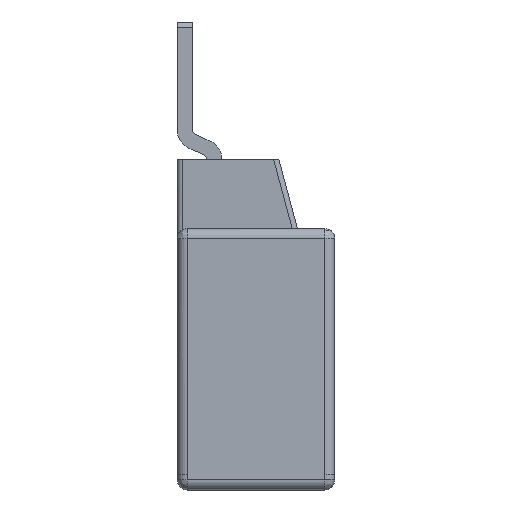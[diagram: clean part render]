
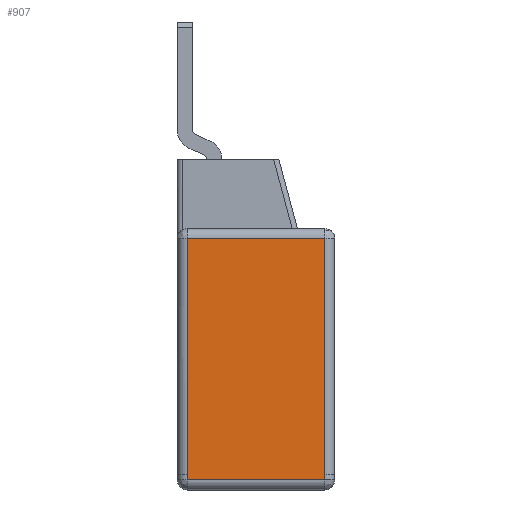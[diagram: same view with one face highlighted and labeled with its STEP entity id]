
A CAD part, left-side view. The second image highlights one B-rep face of the part: STEP entity #907.
In plain terms, the highlighted planar face has unit normal (-1, 0, 0).
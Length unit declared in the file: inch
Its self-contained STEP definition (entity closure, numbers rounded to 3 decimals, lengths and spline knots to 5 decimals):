
#133 = VERTEX_POINT ( 'NONE', #7305 ) ;
#907 = ADVANCED_FACE ( 'NONE', ( #3268 ), #18942, .T. ) ;
#967 = VERTEX_POINT ( 'NONE', #25390 ) ;
#1425 = DIRECTION ( 'NONE',  ( 0., 0., -1. ) ) ;
#1519 = VECTOR ( 'NONE', #1425, 39.37008 ) ;
#2063 = EDGE_CURVE ( 'NONE', #133, #8091, #21858, .T. ) ;
#2352 = CARTESIAN_POINT ( 'NONE',  ( -1.19291, 0.68898, 0. ) ) ;
#2489 = EDGE_CURVE ( 'NONE', #967, #28304, #26512, .T. ) ;
#2603 = CARTESIAN_POINT ( 'NONE',  ( -1.19291, 0.15709, 0. ) ) ;
#2984 = CARTESIAN_POINT ( 'NONE',  ( -1.19291, 0.11811, 0. ) ) ;
#3002 = EDGE_CURVE ( 'NONE', #12825, #28304, #22817, .T. ) ;
#3268 = FACE_OUTER_BOUND ( 'NONE', #26692, .T. ) ;
#3592 = CARTESIAN_POINT ( 'NONE',  ( -1.19291, 0.68937, 0. ) ) ;
#3635 = LINE ( 'NONE', #21504, #1519 ) ;
#3730 = ORIENTED_EDGE ( 'NONE', *, *, #3002, .T. ) ;
#4000 = CARTESIAN_POINT ( 'NONE',  ( -1.19291, 0.68937, 0. ) ) ;
#4014 = DIRECTION ( 'NONE',  ( 0., 0., 1. ) ) ;
#4651 = CARTESIAN_POINT ( 'NONE',  ( -1.19291, 0.15735, 0. ) ) ;
#5246 = CARTESIAN_POINT ( 'NONE',  ( -1.19291, 0.15748, 0. ) ) ;
#5423 = ORIENTED_EDGE ( 'NONE', *, *, #2063, .T. ) ;
#5657 = AXIS2_PLACEMENT_3D ( 'NONE', #2984, #27867, #23194 ) ;
#6202 = EDGE_CURVE ( 'NONE', #27486, #28857, #3635, .T. ) ;
#6385 = EDGE_CURVE ( 'NONE', #8091, #6888, #13591, .T. ) ;
#6888 = VERTEX_POINT ( 'NONE', #14537 ) ;
#7305 = CARTESIAN_POINT ( 'NONE',  ( -1.19291, 0.15709, 0. ) ) ;
#7600 = ORIENTED_EDGE ( 'NONE', *, *, #17843, .T. ) ;
#8091 = VERTEX_POINT ( 'NONE', #26949 ) ;
#8698 = LINE ( 'NONE', #17633, #18086 ) ;
#8789 = ORIENTED_EDGE ( 'NONE', *, *, #23322, .F. ) ;
#9192 = ORIENTED_EDGE ( 'NONE', *, *, #2489, .F. ) ;
#9369 = VECTOR ( 'NONE', #4014, 39.37008 ) ;
#9926 = VECTOR ( 'NONE', #15683, 39.37008 ) ;
#10590 = DIRECTION ( 'NONE',  ( 0., 0., 1. ) ) ;
#10883 = VECTOR ( 'NONE', #10590, 39.37008 ) ;
#12825 = VERTEX_POINT ( 'NONE', #4000 ) ;
#13591 = LINE ( 'NONE', #15630, #24932 ) ;
#14537 = CARTESIAN_POINT ( 'NONE',  ( -1.19291, 0.68937, 0.91378 ) ) ;
#15630 = CARTESIAN_POINT ( 'NONE',  ( -1.19291, 0.11811, 0.91378 ) ) ;
#15683 = DIRECTION ( 'NONE',  ( 0., 0., 1. ) ) ;
#15873 = ORIENTED_EDGE ( 'NONE', *, *, #6202, .F. ) ;
#16128 = EDGE_CURVE ( 'NONE', #27486, #133, #24908, .T. ) ;
#17633 = CARTESIAN_POINT ( 'NONE',  ( -1.19291, 0.11811, -0.01969 ) ) ;
#17843 = EDGE_CURVE ( 'NONE', #967, #28857, #8698, .T. ) ;
#18086 = VECTOR ( 'NONE', #26555, 39.37008 ) ;
#18942 = PLANE ( 'NONE',  #5657 ) ;
#20335 = CARTESIAN_POINT ( 'NONE',  ( -1.19291, 0.15748, 0. ) ) ;
#21307 = CARTESIAN_POINT ( 'NONE',  ( -1.19291, 0.11811, 0. ) ) ;
#21504 = CARTESIAN_POINT ( 'NONE',  ( -1.19291, 0.15748, 0. ) ) ;
#21858 = LINE ( 'NONE', #23909, #10883 ) ;
#22524 = CARTESIAN_POINT ( 'NONE',  ( -1.19291, 0.15722, 0. ) ) ;
#22817 = LINE ( 'NONE', #21307, #24422 ) ;
#23194 = DIRECTION ( 'NONE',  ( 0., 0., 1. ) ) ;
#23232 = CARTESIAN_POINT ( 'NONE',  ( -1.19291, 0.15748, -0.01969 ) ) ;
#23322 = EDGE_CURVE ( 'NONE', #12825, #6888, #26275, .T. ) ;
#23909 = CARTESIAN_POINT ( 'NONE',  ( -1.19291, 0.15709, 0. ) ) ;
#24422 = VECTOR ( 'NONE', #24872, 39.37008 ) ;
#24559 = DIRECTION ( 'NONE',  ( 0., 1., 0. ) ) ;
#24613 = CARTESIAN_POINT ( 'NONE',  ( -1.19291, 0.68898, 0. ) ) ;
#24872 = DIRECTION ( 'NONE',  ( 0., -1., 0. ) ) ;
#24908 = B_SPLINE_CURVE_WITH_KNOTS ( 'NONE', 3,
 ( #20335, #4651, #22524, #2603 ),
 .UNSPECIFIED., .F., .F.,
 ( 4, 4 ),
 ( 0., 1. ),
 .UNSPECIFIED. ) ;
#24932 = VECTOR ( 'NONE', #24559, 39.37008 ) ;
#25390 = CARTESIAN_POINT ( 'NONE',  ( -1.19291, 0.68898, -0.01969 ) ) ;
#26269 = ORIENTED_EDGE ( 'NONE', *, *, #16128, .T. ) ;
#26275 = LINE ( 'NONE', #3592, #9369 ) ;
#26512 = LINE ( 'NONE', #24613, #9926 ) ;
#26555 = DIRECTION ( 'NONE',  ( 0., -1., 0. ) ) ;
#26692 = EDGE_LOOP ( 'NONE', ( #5423, #27102, #8789, #3730, #9192, #7600, #15873, #26269 ) ) ;
#26949 = CARTESIAN_POINT ( 'NONE',  ( -1.19291, 0.15709, 0.91378 ) ) ;
#27102 = ORIENTED_EDGE ( 'NONE', *, *, #6385, .T. ) ;
#27486 = VERTEX_POINT ( 'NONE', #5246 ) ;
#27867 = DIRECTION ( 'NONE',  ( -1., 0., 0. ) ) ;
#28304 = VERTEX_POINT ( 'NONE', #2352 ) ;
#28857 = VERTEX_POINT ( 'NONE', #23232 ) ;
